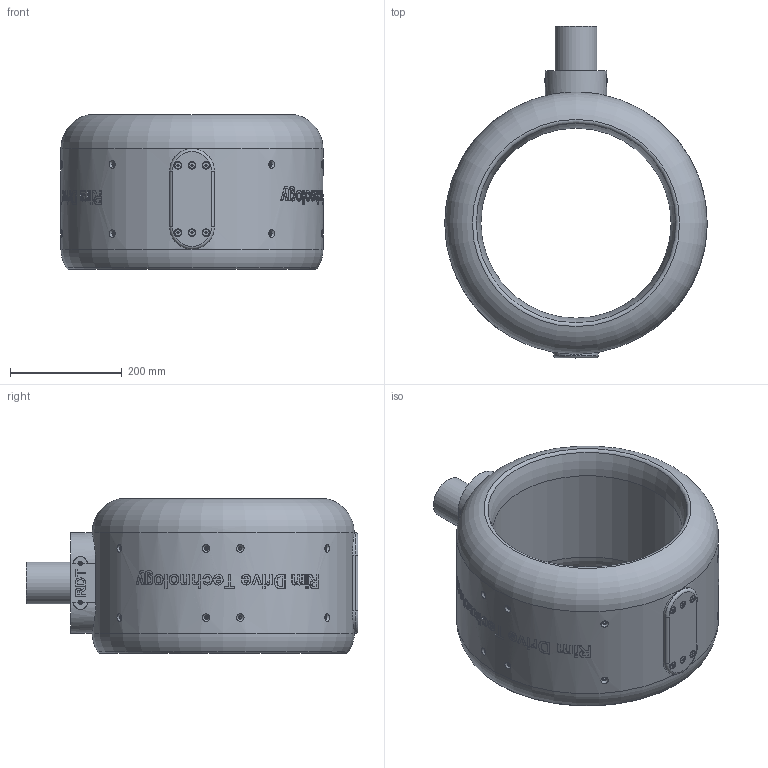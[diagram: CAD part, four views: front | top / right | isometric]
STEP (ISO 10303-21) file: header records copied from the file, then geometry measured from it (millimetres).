
FILE_DESCRIPTION (( 'STEP AP214' ), '1' );
FILE_NAME ('P-341-030-rev-D-PR.STEP', '2026-04-07T15:08:53', ( '' ), ( '' ), 'SwSTEP 2.0', 'SolidWorks 2024', '' );
FILE_SCHEMA (( 'AUTOMOTIVE_DESIGN' ));
Length unit declared in the file: millimetre
Products named in the file (1): P-341-030-rev-D-PR
Bounding box: 470 x 595.04 x 277.14 mm (x, y, z)
Volume: 21819539.2 mm3; surface area: 842324.5 mm2
Topology: 1 solids, 1 shells, 875 faces, 2258 edges, 1468 vertices
Faces by surface type: bspline 380, plane 295, cylinder 124, cone 64, torus 8, sphere 4
Full cylindrical faces by diameter (mm): 5 x16, 6.6 x16, 7.6 x4, 10.2 x6, 11.57 x6, 75 x1, 341 x1
Entity records: 113471 total; most frequent: CARTESIAN_POINT 91857, ORIENTED_EDGE 4164, DIRECTION 2136, EDGE_CURVE 2082, VERTEX_POINT 1412, B_SPLINE_CURVE_WITH_KNOTS 1232, EDGE_LOOP 1080, FACE_OUTER_BOUND 935
